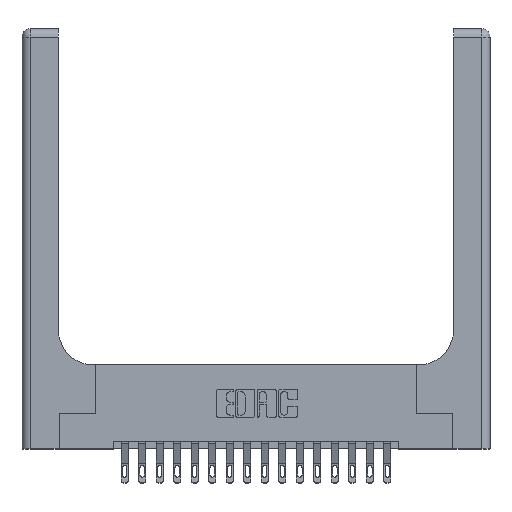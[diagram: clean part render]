
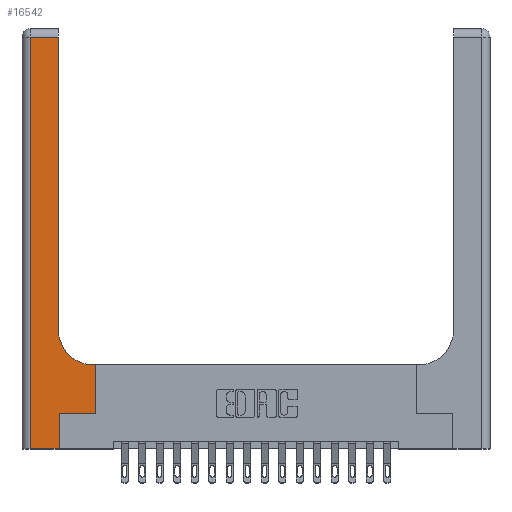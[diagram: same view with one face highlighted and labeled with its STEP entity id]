
A CAD part, top view. The second image highlights one B-rep face of the part: STEP entity #16542.
In plain terms, the highlighted planar face has unit normal (0, 0, 1).
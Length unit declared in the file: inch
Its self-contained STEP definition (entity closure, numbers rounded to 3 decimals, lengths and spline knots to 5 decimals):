
#86 = VERTEX_POINT ( 'NONE', #12493 ) ;
#126 = VECTOR ( 'NONE', #12356, 39.37008 ) ;
#344 = DIRECTION ( 'NONE',  ( 0., 1., 0. ) ) ;
#411 = ORIENTED_EDGE ( 'NONE', *, *, #2574, .T. ) ;
#698 = CARTESIAN_POINT ( 'NONE',  ( 0.528, 0.25, 0.37 ) ) ;
#834 = EDGE_CURVE ( 'NONE', #86, #14482, #8301, .T. ) ;
#1358 = ORIENTED_EDGE ( 'NONE', *, *, #14508, .T. ) ;
#1426 = CARTESIAN_POINT ( 'NONE',  ( 0.51, 0.85, 0.37 ) ) ;
#1718 = AXIS2_PLACEMENT_3D ( 'NONE', #17082, #18607, #18548 ) ;
#2272 = CARTESIAN_POINT ( 'NONE',  ( 0.528, 0.25, 0.37 ) ) ;
#2299 = CARTESIAN_POINT ( 'NONE',  ( 0., 2.94, 0.37 ) ) ;
#2498 = ORIENTED_EDGE ( 'NONE', *, *, #17329, .T. ) ;
#2574 = EDGE_CURVE ( 'NONE', #12400, #6391, #11288, .T. ) ;
#2786 = VECTOR ( 'NONE', #9918, 39.37008 ) ;
#2795 = VERTEX_POINT ( 'NONE', #15396 ) ;
#3363 = PLANE ( 'NONE',  #1718 ) ;
#3397 = ORIENTED_EDGE ( 'NONE', *, *, #8950, .T. ) ;
#3980 = DIRECTION ( 'NONE',  ( 0., -1., 0. ) ) ;
#4033 = DIRECTION ( 'NONE',  ( -1., 0., 0. ) ) ;
#4706 = LINE ( 'NONE', #18479, #16193 ) ;
#5213 = VERTEX_POINT ( 'NONE', #14081 ) ;
#5406 = LINE ( 'NONE', #698, #6389 ) ;
#5718 = EDGE_LOOP ( 'NONE', ( #6688, #10852, #2498, #3397, #12590, #15371, #1358, #13380, #411 ) ) ;
#5809 = CARTESIAN_POINT ( 'NONE',  ( 0.06, 0., 0.37 ) ) ;
#6243 = VERTEX_POINT ( 'NONE', #5809 ) ;
#6389 = VECTOR ( 'NONE', #14390, 39.37008 ) ;
#6391 = VERTEX_POINT ( 'NONE', #7583 ) ;
#6673 = VECTOR ( 'NONE', #12813, 39.37008 ) ;
#6688 = ORIENTED_EDGE ( 'NONE', *, *, #16449, .T. ) ;
#6734 = DIRECTION ( 'NONE',  ( 0., 1., 0. ) ) ;
#7583 = CARTESIAN_POINT ( 'NONE',  ( 0.26, 0.85, 0.37 ) ) ;
#7705 = LINE ( 'NONE', #10598, #16823 ) ;
#7761 = LINE ( 'NONE', #14431, #2786 ) ;
#8301 = LINE ( 'NONE', #2299, #6673 ) ;
#8950 = EDGE_CURVE ( 'NONE', #6243, #2795, #12127, .T. ) ;
#9298 = LINE ( 'NONE', #11345, #16326 ) ;
#9918 = DIRECTION ( 'NONE',  ( 1., 0., 0. ) ) ;
#10213 = CARTESIAN_POINT ( 'NONE',  ( 0.26, 0.6, 0.37 ) ) ;
#10598 = CARTESIAN_POINT ( 'NONE',  ( 0.26, 3., 0.37 ) ) ;
#10852 = ORIENTED_EDGE ( 'NONE', *, *, #834, .T. ) ;
#11288 = CIRCLE ( 'NONE', #12014, 0.25 ) ;
#11345 = CARTESIAN_POINT ( 'NONE',  ( 0.06, 3., 0.37 ) ) ;
#12014 = AXIS2_PLACEMENT_3D ( 'NONE', #1426, #13454, #13331 ) ;
#12019 = VERTEX_POINT ( 'NONE', #19221 ) ;
#12127 = LINE ( 'NONE', #13804, #126 ) ;
#12356 = DIRECTION ( 'NONE',  ( 1., 0., 0. ) ) ;
#12400 = VERTEX_POINT ( 'NONE', #16770 ) ;
#12493 = CARTESIAN_POINT ( 'NONE',  ( 0.26, 2.94, 0.37 ) ) ;
#12528 = EDGE_CURVE ( 'NONE', #2795, #5213, #4706, .T. ) ;
#12590 = ORIENTED_EDGE ( 'NONE', *, *, #12528, .T. ) ;
#12813 = DIRECTION ( 'NONE',  ( -1., 0., 0. ) ) ;
#13331 = DIRECTION ( 'NONE',  ( 1., 0., 0. ) ) ;
#13380 = ORIENTED_EDGE ( 'NONE', *, *, #15579, .T. ) ;
#13454 = DIRECTION ( 'NONE',  ( 0., 0., -1. ) ) ;
#13804 = CARTESIAN_POINT ( 'NONE',  ( 0., 0., 0.37 ) ) ;
#14081 = CARTESIAN_POINT ( 'NONE',  ( 0.265, 0.25, 0.37 ) ) ;
#14390 = DIRECTION ( 'NONE',  ( 0., 1., 0. ) ) ;
#14431 = CARTESIAN_POINT ( 'NONE',  ( 0.265, 0.25, 0.37 ) ) ;
#14482 = VERTEX_POINT ( 'NONE', #17333 ) ;
#14508 = EDGE_CURVE ( 'NONE', #15481, #12019, #5406, .T. ) ;
#15072 = EDGE_CURVE ( 'NONE', #5213, #15481, #7761, .T. ) ;
#15371 = ORIENTED_EDGE ( 'NONE', *, *, #15072, .T. ) ;
#15396 = CARTESIAN_POINT ( 'NONE',  ( 0.265, 0., 0.37 ) ) ;
#15481 = VERTEX_POINT ( 'NONE', #2272 ) ;
#15579 = EDGE_CURVE ( 'NONE', #12019, #12400, #16157, .T. ) ;
#15922 = VECTOR ( 'NONE', #4033, 39.37008 ) ;
#16157 = LINE ( 'NONE', #10213, #15922 ) ;
#16193 = VECTOR ( 'NONE', #6734, 39.37008 ) ;
#16326 = VECTOR ( 'NONE', #3980, 39.37008 ) ;
#16343 = FACE_OUTER_BOUND ( 'NONE', #5718, .T. ) ;
#16449 = EDGE_CURVE ( 'NONE', #6391, #86, #7705, .T. ) ;
#16542 = ADVANCED_FACE ( 'NONE', ( #16343 ), #3363, .F. ) ;
#16770 = CARTESIAN_POINT ( 'NONE',  ( 0.51, 0.6, 0.37 ) ) ;
#16823 = VECTOR ( 'NONE', #344, 39.37008 ) ;
#17082 = CARTESIAN_POINT ( 'NONE',  ( 0., 3., 0.37 ) ) ;
#17329 = EDGE_CURVE ( 'NONE', #14482, #6243, #9298, .T. ) ;
#17333 = CARTESIAN_POINT ( 'NONE',  ( 0.06, 2.94, 0.37 ) ) ;
#18479 = CARTESIAN_POINT ( 'NONE',  ( 0.265, 0., 0.37 ) ) ;
#18548 = DIRECTION ( 'NONE',  ( -1., 0., 0. ) ) ;
#18607 = DIRECTION ( 'NONE',  ( 0., 0., -1. ) ) ;
#19221 = CARTESIAN_POINT ( 'NONE',  ( 0.528, 0.6, 0.37 ) ) ;
